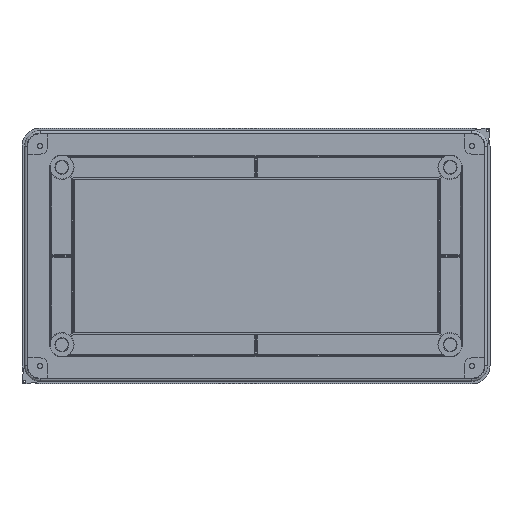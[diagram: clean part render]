
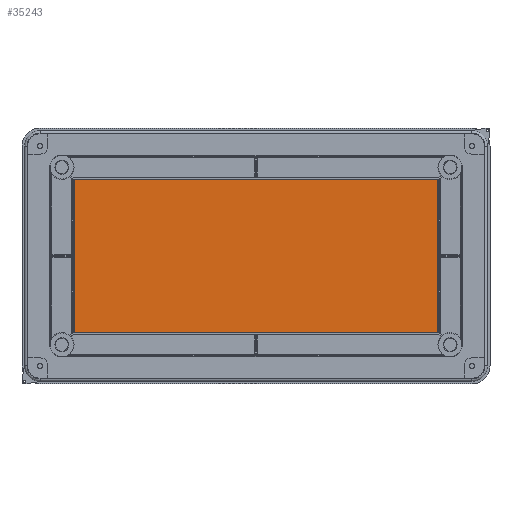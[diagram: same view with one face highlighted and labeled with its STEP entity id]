
A CAD part, front view. The second image highlights one B-rep face of the part: STEP entity #35243.
In plain terms, the highlighted planar face has unit normal (0, -1, 0).
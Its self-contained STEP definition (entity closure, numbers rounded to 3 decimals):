
#1460 = EDGE_CURVE ( 'NONE', #3975, #22059, #41493, .T. ) ;
#1521 = FACE_OUTER_BOUND ( 'NONE', #36855, .T. ) ;
#1738 = CARTESIAN_POINT ( 'NONE',  ( 141.5, 0., -59.5 ) ) ;
#2956 = CARTESIAN_POINT ( 'NONE',  ( -141.5, 0., -59.5 ) ) ;
#3975 = VERTEX_POINT ( 'NONE', #39851 ) ;
#5041 = EDGE_CURVE ( 'NONE', #25257, #11019, #39623, .T. ) ;
#6469 = EDGE_CURVE ( 'NONE', #11019, #3975, #8156, .T. ) ;
#8156 = LINE ( 'NONE', #30222, #33402 ) ;
#9267 = DIRECTION ( 'NONE',  ( 0., 0., 1. ) ) ;
#9497 = ORIENTED_EDGE ( 'NONE', *, *, #1460, .T. ) ;
#10027 = DIRECTION ( 'NONE',  ( 0., 0., -1. ) ) ;
#11019 = VERTEX_POINT ( 'NONE', #26303 ) ;
#12045 = VECTOR ( 'NONE', #24131, 1000. ) ;
#14962 = CARTESIAN_POINT ( 'NONE',  ( -141.5, 0., 59.5 ) ) ;
#15695 = VECTOR ( 'NONE', #10027, 1000. ) ;
#16603 = LINE ( 'NONE', #45539, #12045 ) ;
#19169 = DIRECTION ( 'NONE',  ( 1., 0., 0. ) ) ;
#22059 = VERTEX_POINT ( 'NONE', #25897 ) ;
#23137 = PLANE ( 'NONE',  #40986 ) ;
#24131 = DIRECTION ( 'NONE',  ( -1., 0., 0. ) ) ;
#25257 = VERTEX_POINT ( 'NONE', #14962 ) ;
#25380 = ORIENTED_EDGE ( 'NONE', *, *, #6469, .T. ) ;
#25897 = CARTESIAN_POINT ( 'NONE',  ( 141.5, 0., 59.5 ) ) ;
#26303 = CARTESIAN_POINT ( 'NONE',  ( -141.5, 0., -59.5 ) ) ;
#29332 = ORIENTED_EDGE ( 'NONE', *, *, #5041, .T. ) ;
#30189 = DIRECTION ( 'NONE',  ( 0., -1., 0. ) ) ;
#30222 = CARTESIAN_POINT ( 'NONE',  ( 141.5, 0., -59.5 ) ) ;
#33238 = CARTESIAN_POINT ( 'NONE',  ( -168., 0., 85.5 ) ) ;
#33402 = VECTOR ( 'NONE', #19169, 1000. ) ;
#35243 = ADVANCED_FACE ( 'NONE', ( #1521 ), #23137, .T. ) ;
#36855 = EDGE_LOOP ( 'NONE', ( #29332, #25380, #9497, #46307 ) ) ;
#39623 = LINE ( 'NONE', #2956, #15695 ) ;
#39851 = CARTESIAN_POINT ( 'NONE',  ( 141.5, 0., -59.5 ) ) ;
#40986 = AXIS2_PLACEMENT_3D ( 'NONE', #33238, #30189, #41268 ) ;
#41268 = DIRECTION ( 'NONE',  ( 0., 0., -1. ) ) ;
#41493 = LINE ( 'NONE', #1738, #45649 ) ;
#42323 = EDGE_CURVE ( 'NONE', #22059, #25257, #16603, .T. ) ;
#45539 = CARTESIAN_POINT ( 'NONE',  ( 141.5, 0., 59.5 ) ) ;
#45649 = VECTOR ( 'NONE', #9267, 1000. ) ;
#46307 = ORIENTED_EDGE ( 'NONE', *, *, #42323, .T. ) ;
